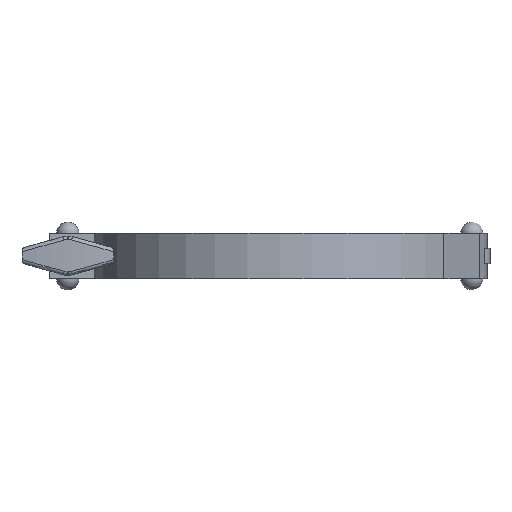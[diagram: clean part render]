
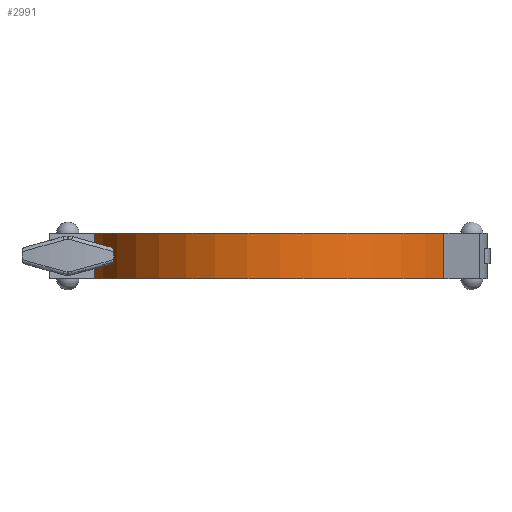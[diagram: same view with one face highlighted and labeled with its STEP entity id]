
A CAD part, front view. The second image highlights one B-rep face of the part: STEP entity #2991.
In plain terms, the highlighted cylindrical face has radius 80.277 mm (diameter 160.553 mm), a partial arc.
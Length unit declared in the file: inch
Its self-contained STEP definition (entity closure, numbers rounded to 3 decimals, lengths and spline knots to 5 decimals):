
#185=CIRCLE('',#3313,3.1605);
#186=CIRCLE('',#3314,3.1605);
#427=FACE_OUTER_BOUND('',#610,.T.);
#610=EDGE_LOOP('',(#2111,#2112,#2113,#2114));
#820=LINE('',#4690,#990);
#821=LINE('',#4696,#991);
#990=VECTOR('',#3766,0.3937);
#991=VECTOR('',#3773,0.3937);
#1261=VERTEX_POINT('',#4686);
#1262=VERTEX_POINT('',#4688);
#1263=VERTEX_POINT('',#4692);
#1264=VERTEX_POINT('',#4694);
#1584=EDGE_CURVE('',#1261,#1262,#820,.T.);
#1585=EDGE_CURVE('',#1263,#1261,#185,.T.);
#1586=EDGE_CURVE('',#1264,#1262,#186,.T.);
#1587=EDGE_CURVE('',#1263,#1264,#821,.T.);
#2111=ORIENTED_EDGE('',*,*,#1585,.T.);
#2112=ORIENTED_EDGE('',*,*,#1584,.T.);
#2113=ORIENTED_EDGE('',*,*,#1586,.F.);
#2114=ORIENTED_EDGE('',*,*,#1587,.F.);
#2916=CYLINDRICAL_SURFACE('',#3312,3.1605);
#2991=ADVANCED_FACE('',(#427),#2916,.T.);
#3312=AXIS2_PLACEMENT_3D('',#4691,#3767,#3768);
#3313=AXIS2_PLACEMENT_3D('',#4693,#3769,#3770);
#3314=AXIS2_PLACEMENT_3D('',#4695,#3771,#3772);
#3766=DIRECTION('',(0.,0.,1.));
#3767=DIRECTION('center_axis',(0.,0.,1.));
#3768=DIRECTION('ref_axis',(0.984,0.178,0.));
#3769=DIRECTION('center_axis',(0.,0.,1.));
#3770=DIRECTION('ref_axis',(0.984,0.178,0.));
#3771=DIRECTION('center_axis',(0.,0.,1.));
#3772=DIRECTION('ref_axis',(0.984,0.178,0.));
#3773=DIRECTION('',(0.,0.,1.));
#4686=CARTESIAN_POINT('',(-2.6987,1.64493,0.));
#4688=CARTESIAN_POINT('',(-2.6987,1.64493,0.75));
#4690=CARTESIAN_POINT('',(-2.6987,1.64493,0.));
#4691=CARTESIAN_POINT('Origin',(0.,0.,0.));
#4692=CARTESIAN_POINT('',(3.11004,0.5625,0.));
#4693=CARTESIAN_POINT('Origin',(0.,0.,0.));
#4694=CARTESIAN_POINT('',(3.11004,0.5625,0.75));
#4695=CARTESIAN_POINT('Origin',(0.,0.,0.75));
#4696=CARTESIAN_POINT('',(3.11004,0.5625,0.));
